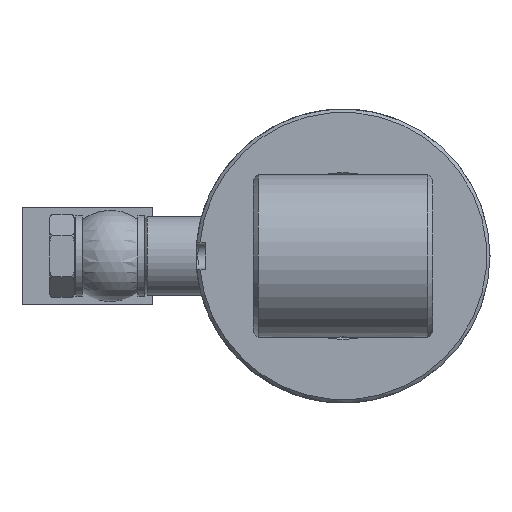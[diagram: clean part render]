
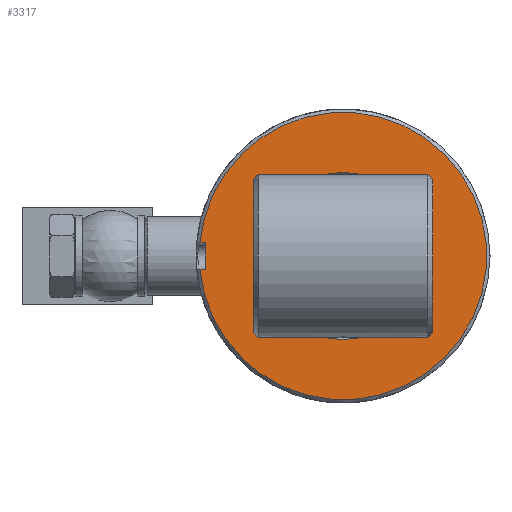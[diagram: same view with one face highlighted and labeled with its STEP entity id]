
A CAD part, left-side view. The second image highlights one B-rep face of the part: STEP entity #3317.
In plain terms, the highlighted planar face has unit normal (-1, 0, 0).
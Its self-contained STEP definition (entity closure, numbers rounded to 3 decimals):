
#329=LINE('',#9329,#489);
#330=LINE('',#9331,#490);
#331=LINE('',#9332,#491);
#489=VECTOR('',#4346,1000.);
#490=VECTOR('',#4347,1000.);
#491=VECTOR('',#4348,1000.);
#595=FACE_BOUND('',#935,.T.);
#713=FACE_OUTER_BOUND('',#934,.T.);
#934=EDGE_LOOP('',(#2603,#2604,#2605,#2606));
#935=EDGE_LOOP('',(#2607,#2608));
#1167=CIRCLE('',#3650,25.577);
#1168=CIRCLE('',#3651,25.577);
#1169=CIRCLE('',#3653,44.);
#1451=VERTEX_POINT('',#9319);
#1452=VERTEX_POINT('',#9321);
#1453=VERTEX_POINT('',#9325);
#1454=VERTEX_POINT('',#9326);
#1455=VERTEX_POINT('',#9328);
#1456=VERTEX_POINT('',#9330);
#1872=EDGE_CURVE('',#1452,#1451,#1167,.T.);
#1873=EDGE_CURVE('',#1451,#1452,#1168,.T.);
#1874=EDGE_CURVE('',#1453,#1454,#1169,.T.);
#1875=EDGE_CURVE('',#1455,#1454,#329,.T.);
#1876=EDGE_CURVE('',#1455,#1456,#330,.T.);
#1877=EDGE_CURVE('',#1456,#1453,#331,.T.);
#2603=ORIENTED_EDGE('',*,*,#1874,.T.);
#2604=ORIENTED_EDGE('',*,*,#1875,.F.);
#2605=ORIENTED_EDGE('',*,*,#1876,.T.);
#2606=ORIENTED_EDGE('',*,*,#1877,.T.);
#2607=ORIENTED_EDGE('',*,*,#1872,.T.);
#2608=ORIENTED_EDGE('',*,*,#1873,.T.);
#3175=PLANE('',#3652);
#3317=ADVANCED_FACE('',(#713,#595),#3175,.T.);
#3650=AXIS2_PLACEMENT_3D('',#9322,#4338,#4339);
#3651=AXIS2_PLACEMENT_3D('',#9323,#4340,#4341);
#3652=AXIS2_PLACEMENT_3D('',#9324,#4342,#4343);
#3653=AXIS2_PLACEMENT_3D('',#9327,#4344,#4345);
#4338=DIRECTION('center_axis',(1.,0.,0.));
#4339=DIRECTION('ref_axis',(0.,1.,0.));
#4340=DIRECTION('center_axis',(1.,0.,0.));
#4341=DIRECTION('ref_axis',(0.,1.,0.));
#4342=DIRECTION('center_axis',(-1.,0.,0.));
#4343=DIRECTION('ref_axis',(0.,1.,0.));
#4344=DIRECTION('center_axis',(-1.,0.,0.));
#4345=DIRECTION('ref_axis',(0.,1.,0.));
#4346=DIRECTION('',(0.,1.,0.));
#4347=DIRECTION('',(0.,0.,-1.));
#4348=DIRECTION('',(0.,1.,0.));
#9319=CARTESIAN_POINT('',(-410.,-25.577,0.));
#9321=CARTESIAN_POINT('',(-410.,25.577,0.));
#9322=CARTESIAN_POINT('Origin',(-410.,0.,0.));
#9323=CARTESIAN_POINT('Origin',(-410.,0.,0.));
#9324=CARTESIAN_POINT('Origin',(-410.,25.,0.));
#9325=CARTESIAN_POINT('',(-410.,43.818,-4.));
#9326=CARTESIAN_POINT('',(-410.,43.818,4.));
#9327=CARTESIAN_POINT('Origin',(-410.,0.,0.));
#9328=CARTESIAN_POINT('',(-410.,42.,4.));
#9329=CARTESIAN_POINT('',(-410.,42.,4.));
#9330=CARTESIAN_POINT('',(-410.,42.,-4.));
#9331=CARTESIAN_POINT('',(-410.,42.,4.));
#9332=CARTESIAN_POINT('',(-410.,42.,-4.));
